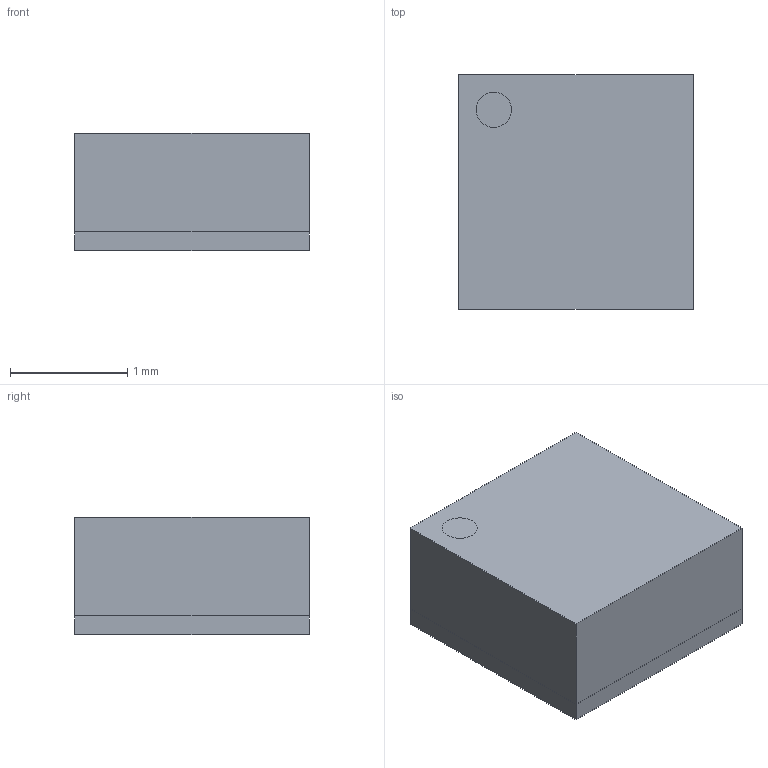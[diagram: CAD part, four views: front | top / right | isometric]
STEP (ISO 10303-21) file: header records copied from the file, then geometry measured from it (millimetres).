
FILE_DESCRIPTION(('HOOPS Exchange Step'),'2;1');
FILE_NAME('temp_export','2023-01-05T10:50:23+08:00',('30abd'),('Shapr3D Limited'),'HOOPS Exchange 2022.0','Shapr3D','Authorized');
FILE_SCHEMA( ('AUTOMOTIVE_DESIGN { 1 0 10303 214 1 1 1 1 }') );
Length unit declared in the file: millimetre
Products named in the file (2): temp_import.STEP; root
Assembly tree (1 placements, depth 2):
  root
    temp_import.STEP
Bounding box: 2 x 2 x 1 mm (x, y, z)
Volume: 4 mm3; surface area: 28.5 mm2
Topology: 16 solids, 16 shells, 147 faces, 342 edges, 228 vertices
Faces by surface type: plane 145, cylinder 2
Full cylindrical faces by diameter (mm): 0.3 x2
Entity records: 4194 total; most frequent: CARTESIAN_POINT 719, ORIENTED_EDGE 684, DIRECTION 644, EDGE_CURVE 342, VECTOR 338, LINE 338, VERTEX_POINT 228, EDGE_LOOP 174
